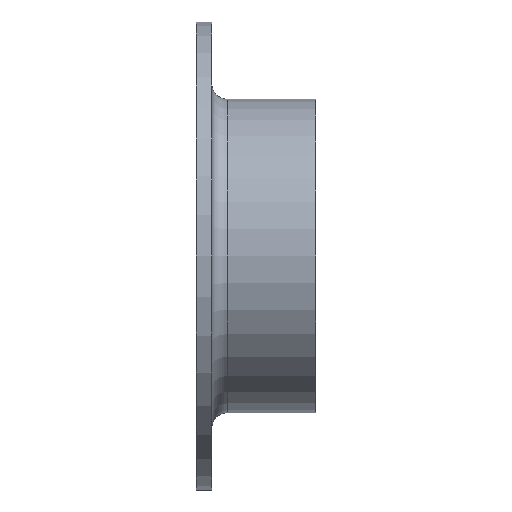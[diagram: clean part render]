
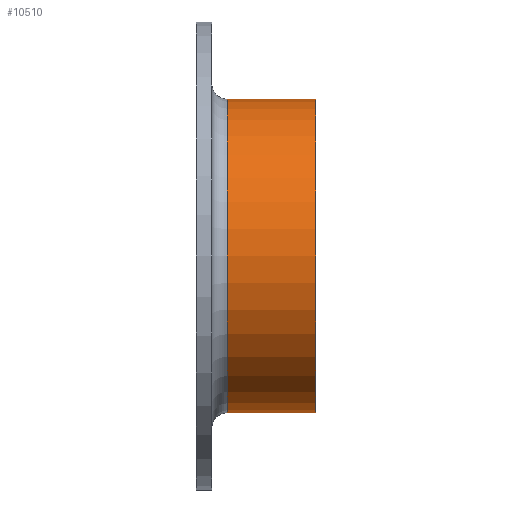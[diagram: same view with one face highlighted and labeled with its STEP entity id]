
A CAD part, front view. The second image highlights one B-rep face of the part: STEP entity #10510.
In plain terms, the highlighted cylindrical face has radius 30.15 mm (diameter 60.3 mm), a full revolution.
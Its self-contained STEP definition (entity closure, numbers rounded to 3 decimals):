
#212 = DIRECTION ( 'NONE',  ( 0., 0., 1. ) ) ;
#623 = AXIS2_PLACEMENT_3D ( 'NONE', #14407, #3647, #212 ) ;
#1719 = VERTEX_POINT ( 'NONE', #6659 ) ;
#2864 = CIRCLE ( 'NONE', #12111, 30.15 ) ;
#3417 = DIRECTION ( 'NONE',  ( 0., 0., 1. ) ) ;
#3647 = DIRECTION ( 'NONE',  ( -1., 0., 0. ) ) ;
#3832 = EDGE_CURVE ( 'NONE', #12203, #12203, #13509, .T. ) ;
#6114 = CYLINDRICAL_SURFACE ( 'NONE', #623, 30.15 ) ;
#6285 = CARTESIAN_POINT ( 'NONE',  ( 6., 0., 30.15 ) ) ;
#6659 = CARTESIAN_POINT ( 'NONE',  ( 23., 0., 30.15 ) ) ;
#7354 = FACE_OUTER_BOUND ( 'NONE', #12669, .T. ) ;
#8227 = CARTESIAN_POINT ( 'NONE',  ( 6., 0., 0. ) ) ;
#8421 = FACE_OUTER_BOUND ( 'NONE', #9836, .T. ) ;
#9836 = EDGE_LOOP ( 'NONE', ( #10908 ) ) ;
#10444 = EDGE_CURVE ( 'NONE', #1719, #1719, #2864, .T. ) ;
#10510 = ADVANCED_FACE ( 'NONE', ( #7354, #8421 ), #6114, .T. ) ;
#10791 = DIRECTION ( 'NONE',  ( 0., 0., 1. ) ) ;
#10908 = ORIENTED_EDGE ( 'NONE', *, *, #10444, .T. ) ;
#11674 = DIRECTION ( 'NONE',  ( 1., 0., 0. ) ) ;
#11869 = CARTESIAN_POINT ( 'NONE',  ( 23., 0., 0. ) ) ;
#12111 = AXIS2_PLACEMENT_3D ( 'NONE', #11869, #14254, #3417 ) ;
#12203 = VERTEX_POINT ( 'NONE', #6285 ) ;
#12669 = EDGE_LOOP ( 'NONE', ( #13513 ) ) ;
#13509 = CIRCLE ( 'NONE', #14257, 30.15 ) ;
#13513 = ORIENTED_EDGE ( 'NONE', *, *, #3832, .T. ) ;
#14254 = DIRECTION ( 'NONE',  ( -1., 0., 0. ) ) ;
#14257 = AXIS2_PLACEMENT_3D ( 'NONE', #8227, #11674, #10791 ) ;
#14407 = CARTESIAN_POINT ( 'NONE',  ( 0., 0., 0. ) ) ;
